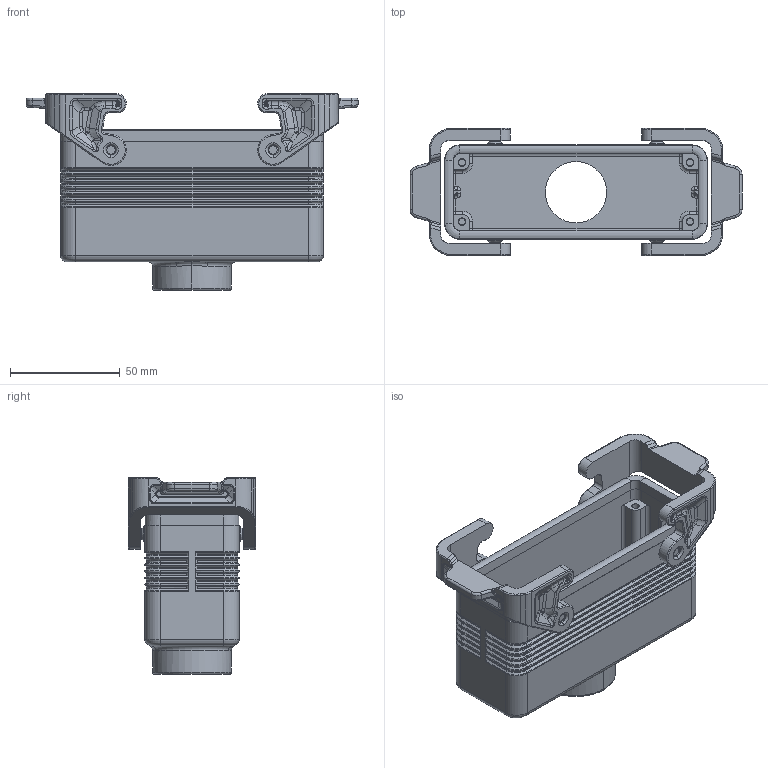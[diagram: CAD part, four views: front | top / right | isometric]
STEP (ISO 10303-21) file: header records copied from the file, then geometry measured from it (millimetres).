
FILE_DESCRIPTION(('Creo Elements/Direct Modeling STEP Export'),'2;1');
FILE_NAME('0ln7uvk5tno6diu968','2023-11-15T16:25:44',(''),(''),'Creo Elements/Direct Modeling STEP processor for AP214 (Solid Model)','Creo Elements/Direct Modeling 20.1B 02-Apr-2019 (C) Parametric Technology GmbH','');
FILE_SCHEMA(('AUTOMOTIVE_DESIGN { 1 0 10303 214 1 1 1 1 }'));
Products named in the file (2): JMPV 24 G32
Assembly tree (1 placements, depth 2):
  JMPV 24 G32
    JMPV 24 G32
Bounding box: 151.5 x 58.07 x 89.7 mm (x, y, z)
Volume: 108471.2 mm3; surface area: 62112.2 mm2
Topology: 1 solids, 1 shells, 1151 faces, 2718 edges, 1578 vertices
Faces by surface type: cylinder 391, plane 282, bspline 248, torus 136, cone 82, sphere 12
Entity records: 86661 total; most frequent: CARTESIAN_POINT 54071, ORIENTED_EDGE 5404, DIRECTION 4238, EDGE_CURVE 2702, AXIS2_PLACEMENT_3D 1595, VERTEX_POINT 1578, EDGE_LOOP 1182, COLOUR_RGB 1152
